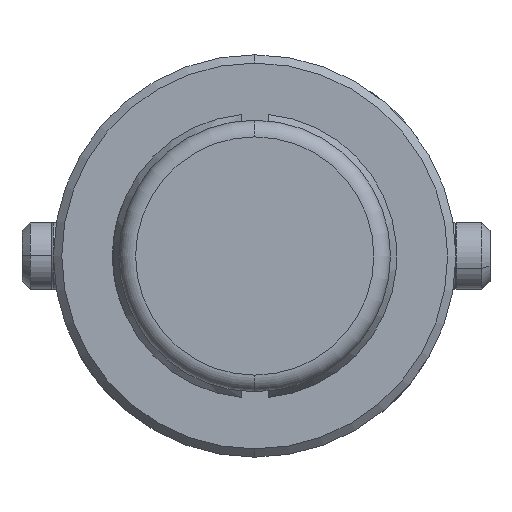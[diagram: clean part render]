
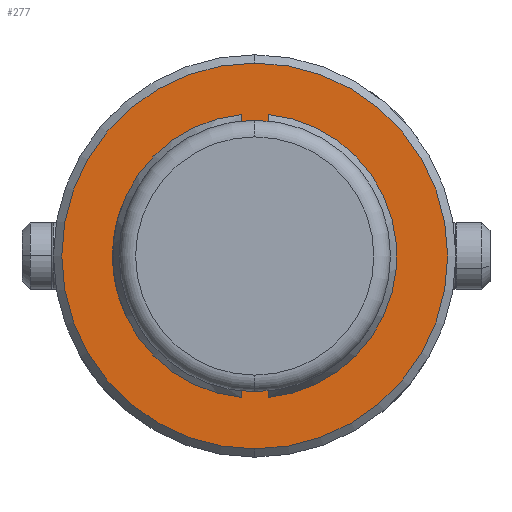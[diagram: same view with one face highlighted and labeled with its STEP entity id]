
A CAD part, left-side view. The second image highlights one B-rep face of the part: STEP entity #277.
In plain terms, the highlighted planar face has unit normal (-1, 0, 0).
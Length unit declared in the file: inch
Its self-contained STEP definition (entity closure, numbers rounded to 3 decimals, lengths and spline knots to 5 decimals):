
#126 = DIRECTION ( 'NONE',  ( 0., 0., -1. ) ) ;
#277 = ADVANCED_FACE ( 'NONE', ( #2522, #4670 ), #4635, .F. ) ;
#627 = ORIENTED_EDGE ( 'NONE', *, *, #3426, .T. ) ;
#806 = AXIS2_PLACEMENT_3D ( 'NONE', #3274, #3707, #126 ) ;
#827 = CARTESIAN_POINT ( 'NONE',  ( 2.436, 0., 0. ) ) ;
#1278 = DIRECTION ( 'NONE',  ( 1., 0., 0. ) ) ;
#1378 = AXIS2_PLACEMENT_3D ( 'NONE', #5956, #1278, #2273 ) ;
#1435 = ORIENTED_EDGE ( 'NONE', *, *, #1874, .T. ) ;
#1554 = EDGE_CURVE ( 'NONE', #6646, #5139, #3559, .T. ) ;
#1874 = EDGE_CURVE ( 'NONE', #5932, #6431, #4420, .T. ) ;
#2057 = EDGE_LOOP ( 'NONE', ( #1435, #5438 ) ) ;
#2109 = CARTESIAN_POINT ( 'NONE',  ( 2.436, 0., -0.4975 ) ) ;
#2273 = DIRECTION ( 'NONE',  ( 0., 0., -1. ) ) ;
#2522 = FACE_OUTER_BOUND ( 'NONE', #5608, .T. ) ;
#2699 = CIRCLE ( 'NONE', #1378, 0.4975 ) ;
#2851 = CARTESIAN_POINT ( 'NONE',  ( 2.436, 0., 0. ) ) ;
#3071 = AXIS2_PLACEMENT_3D ( 'NONE', #2851, #4988, #4326 ) ;
#3274 = CARTESIAN_POINT ( 'NONE',  ( 2.436, 0.75, 0. ) ) ;
#3424 = CARTESIAN_POINT ( 'NONE',  ( 2.436, 0., 0.4975 ) ) ;
#3426 = EDGE_CURVE ( 'NONE', #5139, #6646, #4847, .T. ) ;
#3559 = CIRCLE ( 'NONE', #5328, 0.719 ) ;
#3707 = DIRECTION ( 'NONE',  ( 1., 0., 0. ) ) ;
#3971 = CARTESIAN_POINT ( 'NONE',  ( 2.436, 0., -0.719 ) ) ;
#4326 = DIRECTION ( 'NONE',  ( 0., 0., -1. ) ) ;
#4391 = CARTESIAN_POINT ( 'NONE',  ( 2.436, 0., 0.719 ) ) ;
#4397 = ORIENTED_EDGE ( 'NONE', *, *, #1554, .T. ) ;
#4406 = CARTESIAN_POINT ( 'NONE',  ( 2.436, 0., 0. ) ) ;
#4420 = CIRCLE ( 'NONE', #4998, 0.4975 ) ;
#4524 = DIRECTION ( 'NONE',  ( 1., 0., 0. ) ) ;
#4635 = PLANE ( 'NONE',  #806 ) ;
#4670 = FACE_BOUND ( 'NONE', #2057, .T. ) ;
#4847 = CIRCLE ( 'NONE', #3071, 0.719 ) ;
#4988 = DIRECTION ( 'NONE',  ( -1., 0., 0. ) ) ;
#4998 = AXIS2_PLACEMENT_3D ( 'NONE', #4406, #4524, #5061 ) ;
#5061 = DIRECTION ( 'NONE',  ( 0., 0., -1. ) ) ;
#5125 = EDGE_CURVE ( 'NONE', #6431, #5932, #2699, .T. ) ;
#5139 = VERTEX_POINT ( 'NONE', #4391 ) ;
#5328 = AXIS2_PLACEMENT_3D ( 'NONE', #827, #6512, #5989 ) ;
#5438 = ORIENTED_EDGE ( 'NONE', *, *, #5125, .T. ) ;
#5608 = EDGE_LOOP ( 'NONE', ( #4397, #627 ) ) ;
#5932 = VERTEX_POINT ( 'NONE', #2109 ) ;
#5956 = CARTESIAN_POINT ( 'NONE',  ( 2.436, 0., 0. ) ) ;
#5989 = DIRECTION ( 'NONE',  ( 0., 0., -1. ) ) ;
#6431 = VERTEX_POINT ( 'NONE', #3424 ) ;
#6512 = DIRECTION ( 'NONE',  ( -1., 0., 0. ) ) ;
#6646 = VERTEX_POINT ( 'NONE', #3971 ) ;
